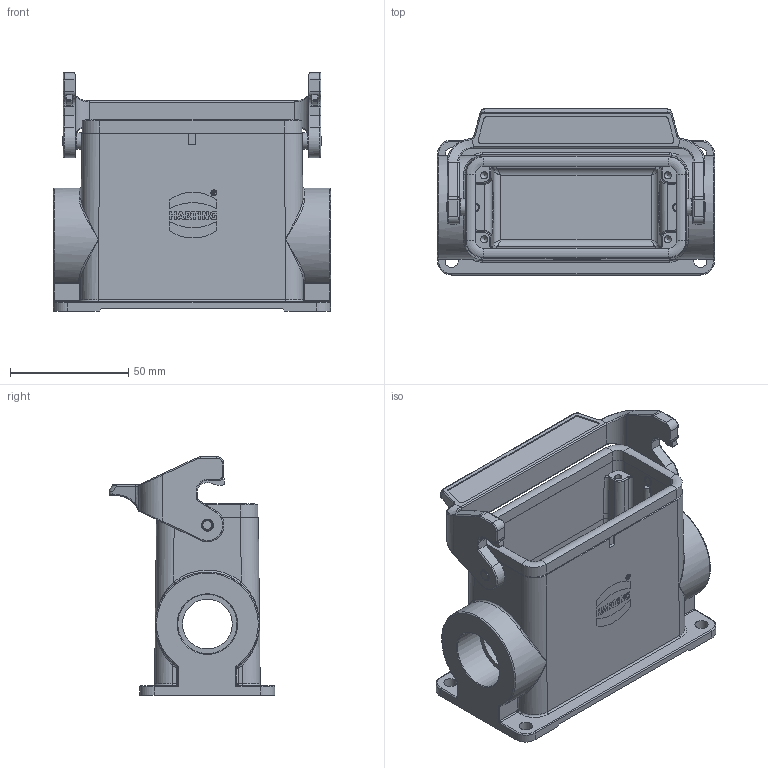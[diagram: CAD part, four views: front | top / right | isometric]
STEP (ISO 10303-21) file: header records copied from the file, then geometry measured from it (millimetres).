
FILE_DESCRIPTION(/* description */ (''),/* implementation_level */ '2;1');
FILE_NAME(/* name */ '100095228ugm000_d.stp',/* time_stamp */ '2017-11-06T09:10:57+01:00',/* author */ (''),/* organization */ (''),/* preprocessor_version */ 'ST-DEVELOPER v16',/* originating_system */ 'SIEMENS PLM Software NX 10.0',/* authorisation */ '');
FILE_SCHEMA (('AUTOMOTIVE_DESIGN { 1 0 10303 214 3 1 1 1 }'));
Length unit declared in the file: millimetre
Products named in the file (1): 100095228ugm000_d
Bounding box: 117 x 70 x 100.6 mm (x, y, z)
Volume: 168659.2 mm3; surface area: 67132.3 mm2
Topology: 2 solids, 2 shells, 533 faces, 2102 edges, 2273 vertices
Faces by surface type: plane 212, cylinder 189, bspline 88, torus 30, cone 14
Full cylindrical faces by diameter (mm): 3 x4, 4 x2, 4.8 x2, 5.1 x2, 5.6 x4, 7 x2, 21 x2, 25 x2
Entity records: 27192 total; most frequent: CARTESIAN_POINT 8310, DIRECTION 2846, ORIENTED_EDGE 2712, EDGE_CURVE 1356, PRESENTATION_STYLE_ASSIGNMENT 954, LINE 950, VECTOR 950, AXIS2_PLACEMENT_3D 948
